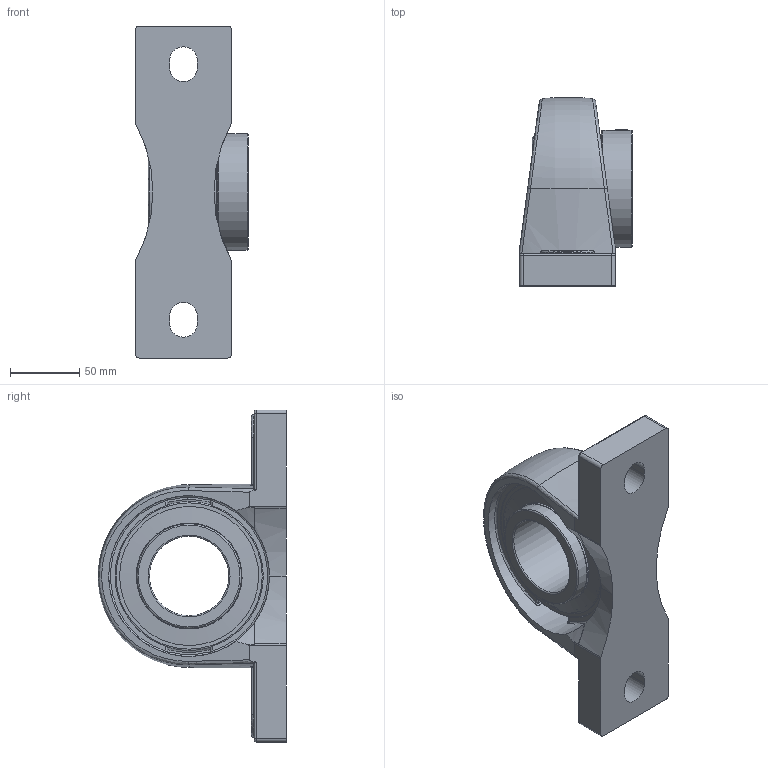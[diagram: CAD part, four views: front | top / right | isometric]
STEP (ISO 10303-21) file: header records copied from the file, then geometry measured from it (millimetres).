
FILE_DESCRIPTION(('HOOPS Exchange Step'),'2;1');
FILE_NAME('export-5FB9C50B-7BF9-4741-8A60-B5175F7E67D4.stp','2020-05-21T10:49:08-07:00',('dkerr'),('Alibre'),'HOOPS Exchange 2020.0','Alibre','Unknown authorisation');
FILE_SCHEMA( ('AP242_MANAGED_MODEL_BASED_3D_ENGINEERING_MIM_LF {1 0 10303 442 1 1 4 }') );
Length unit declared in the file: inch
Products named in the file (8): MRN SPM 212 L4L; SNC 212-36 L4L (2.250inch) (Race); SNC 212 (Ball Bearing); SNC 212-36 (Collar); SNC 212 (Shield); SNC 212 (Setscrew); MRN SNC 212-36 L4L (2.250inch); MRN SNCSPM 212-36 L4L (2.250inch)
Assembly tree (8 placements, depth 3):
  MRN SNCSPM 212-36 L4L (2.250inch)
    MRN SPM 212 L4L
    MRN SNC 212-36 L4L (2.250inch)
      SNC 212-36 L4L (2.250inch) (Race)
      SNC 212 (Ball Bearing)
      SNC 212-36 (Collar)
      SNC 212 (Shield)  x2
      SNC 212 (Setscrew)
Bounding box: 81.3 x 135.65 x 239 mm (x, y, z)
Volume: 714302.1 mm3; surface area: 167985.2 mm2
Topology: 17 solids, 17 shells, 205 faces, 554 edges, 357 vertices
Faces by surface type: cylinder 71, plane 56, torus 29, bspline 22, sphere 17, cone 10
Full cylindrical faces by diameter (mm): 8.382 x3, 57.15 x2, 72.034 x2, 74.93 x2, 75.565 x2, 76.327 x2, 84.201 x1, 93.935 x2, 100.076 x2, 115.749 x2, 120.1 x1
Entity records: 12836 total; most frequent: CARTESIAN_POINT 7712, DIRECTION 1065, ORIENTED_EDGE 1010, EDGE_CURVE 505, AXIS2_PLACEMENT_3D 454, VERTEX_POINT 343, CIRCLE 234, EDGE_LOOP 218
